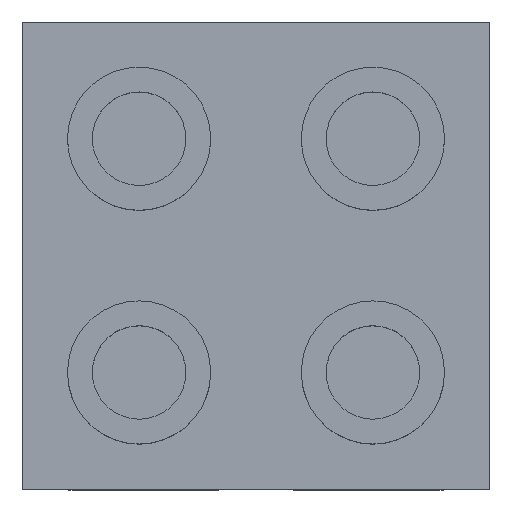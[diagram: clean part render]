
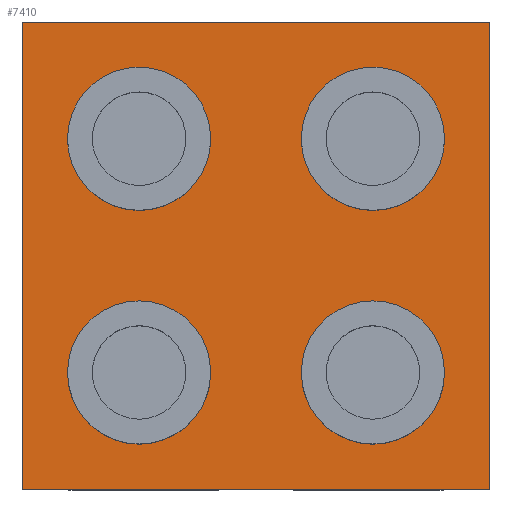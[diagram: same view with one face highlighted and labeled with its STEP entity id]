
A CAD part, top view. The second image highlights one B-rep face of the part: STEP entity #7410.
In plain terms, the highlighted planar face has unit normal (0, 0, 1).
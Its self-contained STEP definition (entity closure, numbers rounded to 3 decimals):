
#5400 = PLANE('',#5401);
#5401 = AXIS2_PLACEMENT_3D('',#5402,#5403,#5404);
#5402 = CARTESIAN_POINT('',(-8.,8.,8.));
#5403 = DIRECTION('',(0.,1.,0.));
#5404 = DIRECTION('',(0.,0.,1.));
#5432 = PLANE('',#5433);
#5433 = AXIS2_PLACEMENT_3D('',#5434,#5435,#5436);
#5434 = CARTESIAN_POINT('',(8.,-8.,8.));
#5435 = DIRECTION('',(1.,0.,0.));
#5436 = DIRECTION('',(0.,0.,1.));
#6461 = PLANE('',#6462);
#6462 = AXIS2_PLACEMENT_3D('',#6463,#6464,#6465);
#6463 = CARTESIAN_POINT('',(-8.,-8.,8.));
#6464 = DIRECTION('',(1.,0.,0.));
#6465 = DIRECTION('',(0.,0.,1.));
#6478 = VERTEX_POINT('',#6479);
#6479 = CARTESIAN_POINT('',(-8.,8.,9.6));
#6500 = EDGE_CURVE('',#6478,#6501,#6503,.T.);
#6501 = VERTEX_POINT('',#6502);
#6502 = CARTESIAN_POINT('',(8.,8.,9.6));
#6503 = SURFACE_CURVE('',#6504,(#6508,#6515),.PCURVE_S1.);
#6504 = LINE('',#6505,#6506);
#6505 = CARTESIAN_POINT('',(-8.,8.,9.6));
#6506 = VECTOR('',#6507,1.);
#6507 = DIRECTION('',(1.,0.,0.));
#6508 = PCURVE('',#5400,#6509);
#6509 = DEFINITIONAL_REPRESENTATION('',(#6510),#6514);
#6510 = LINE('',#6511,#6512);
#6511 = CARTESIAN_POINT('',(1.6,0.));
#6512 = VECTOR('',#6513,1.);
#6513 = DIRECTION('',(0.,1.));
#6514 = ( GEOMETRIC_REPRESENTATION_CONTEXT(2) 
PARAMETRIC_REPRESENTATION_CONTEXT() REPRESENTATION_CONTEXT('2D SPACE',''
  ) );
#6515 = PCURVE('',#6516,#6521);
#6516 = PLANE('',#6517);
#6517 = AXIS2_PLACEMENT_3D('',#6518,#6519,#6520);
#6518 = CARTESIAN_POINT('',(-8.,-8.,9.6));
#6519 = DIRECTION('',(0.,0.,1.));
#6520 = DIRECTION('',(1.,0.,0.));
#6521 = DEFINITIONAL_REPRESENTATION('',(#6522),#6526);
#6522 = LINE('',#6523,#6524);
#6523 = CARTESIAN_POINT('',(0.,16.));
#6524 = VECTOR('',#6525,1.);
#6525 = DIRECTION('',(1.,0.));
#6526 = ( GEOMETRIC_REPRESENTATION_CONTEXT(2) 
PARAMETRIC_REPRESENTATION_CONTEXT() REPRESENTATION_CONTEXT('2D SPACE',''
  ) );
#6628 = VERTEX_POINT('',#6629);
#6629 = CARTESIAN_POINT('',(8.,-8.,9.6));
#6643 = PLANE('',#6644);
#6644 = AXIS2_PLACEMENT_3D('',#6645,#6646,#6647);
#6645 = CARTESIAN_POINT('',(-8.,-8.,8.));
#6646 = DIRECTION('',(0.,1.,0.));
#6647 = DIRECTION('',(0.,0.,1.));
#6700 = EDGE_CURVE('',#6628,#6501,#6701,.T.);
#6701 = SURFACE_CURVE('',#6702,(#6706,#6713),.PCURVE_S1.);
#6702 = LINE('',#6703,#6704);
#6703 = CARTESIAN_POINT('',(8.,-8.,9.6));
#6704 = VECTOR('',#6705,1.);
#6705 = DIRECTION('',(0.,1.,0.));
#6706 = PCURVE('',#5432,#6707);
#6707 = DEFINITIONAL_REPRESENTATION('',(#6708),#6712);
#6708 = LINE('',#6709,#6710);
#6709 = CARTESIAN_POINT('',(1.6,0.));
#6710 = VECTOR('',#6711,1.);
#6711 = DIRECTION('',(0.,-1.));
#6712 = ( GEOMETRIC_REPRESENTATION_CONTEXT(2) 
PARAMETRIC_REPRESENTATION_CONTEXT() REPRESENTATION_CONTEXT('2D SPACE',''
  ) );
#6713 = PCURVE('',#6516,#6714);
#6714 = DEFINITIONAL_REPRESENTATION('',(#6715),#6719);
#6715 = LINE('',#6716,#6717);
#6716 = CARTESIAN_POINT('',(16.,0.));
#6717 = VECTOR('',#6718,1.);
#6718 = DIRECTION('',(0.,1.));
#6719 = ( GEOMETRIC_REPRESENTATION_CONTEXT(2) 
PARAMETRIC_REPRESENTATION_CONTEXT() REPRESENTATION_CONTEXT('2D SPACE',''
  ) );
#7344 = VERTEX_POINT('',#7345);
#7345 = CARTESIAN_POINT('',(-8.,-8.,9.6));
#7390 = EDGE_CURVE('',#7344,#6478,#7391,.T.);
#7391 = SURFACE_CURVE('',#7392,(#7396,#7403),.PCURVE_S1.);
#7392 = LINE('',#7393,#7394);
#7393 = CARTESIAN_POINT('',(-8.,-8.,9.6));
#7394 = VECTOR('',#7395,1.);
#7395 = DIRECTION('',(0.,1.,0.));
#7396 = PCURVE('',#6461,#7397);
#7397 = DEFINITIONAL_REPRESENTATION('',(#7398),#7402);
#7398 = LINE('',#7399,#7400);
#7399 = CARTESIAN_POINT('',(1.6,0.));
#7400 = VECTOR('',#7401,1.);
#7401 = DIRECTION('',(0.,-1.));
#7402 = ( GEOMETRIC_REPRESENTATION_CONTEXT(2) 
PARAMETRIC_REPRESENTATION_CONTEXT() REPRESENTATION_CONTEXT('2D SPACE',''
  ) );
#7403 = PCURVE('',#6516,#7404);
#7404 = DEFINITIONAL_REPRESENTATION('',(#7405),#7409);
#7405 = LINE('',#7406,#7407);
#7406 = CARTESIAN_POINT('',(0.,0.));
#7407 = VECTOR('',#7408,1.);
#7408 = DIRECTION('',(0.,1.));
#7409 = ( GEOMETRIC_REPRESENTATION_CONTEXT(2) 
PARAMETRIC_REPRESENTATION_CONTEXT() REPRESENTATION_CONTEXT('2D SPACE',''
  ) );
#7410 = ADVANCED_FACE('',(#7411,#7437,#7468,#7499,#7530),#6516,.T.);
#7411 = FACE_BOUND('',#7412,.T.);
#7412 = EDGE_LOOP('',(#7413,#7414,#7435,#7436));
#7413 = ORIENTED_EDGE('',*,*,#7390,.F.);
#7414 = ORIENTED_EDGE('',*,*,#7415,.T.);
#7415 = EDGE_CURVE('',#7344,#6628,#7416,.T.);
#7416 = SURFACE_CURVE('',#7417,(#7421,#7428),.PCURVE_S1.);
#7417 = LINE('',#7418,#7419);
#7418 = CARTESIAN_POINT('',(-8.,-8.,9.6));
#7419 = VECTOR('',#7420,1.);
#7420 = DIRECTION('',(1.,0.,0.));
#7421 = PCURVE('',#6516,#7422);
#7422 = DEFINITIONAL_REPRESENTATION('',(#7423),#7427);
#7423 = LINE('',#7424,#7425);
#7424 = CARTESIAN_POINT('',(0.,0.));
#7425 = VECTOR('',#7426,1.);
#7426 = DIRECTION('',(1.,0.));
#7427 = ( GEOMETRIC_REPRESENTATION_CONTEXT(2) 
PARAMETRIC_REPRESENTATION_CONTEXT() REPRESENTATION_CONTEXT('2D SPACE',''
  ) );
#7428 = PCURVE('',#6643,#7429);
#7429 = DEFINITIONAL_REPRESENTATION('',(#7430),#7434);
#7430 = LINE('',#7431,#7432);
#7431 = CARTESIAN_POINT('',(1.6,0.));
#7432 = VECTOR('',#7433,1.);
#7433 = DIRECTION('',(0.,1.));
#7434 = ( GEOMETRIC_REPRESENTATION_CONTEXT(2) 
PARAMETRIC_REPRESENTATION_CONTEXT() REPRESENTATION_CONTEXT('2D SPACE',''
  ) );
#7435 = ORIENTED_EDGE('',*,*,#6700,.T.);
#7436 = ORIENTED_EDGE('',*,*,#6500,.F.);
#7437 = FACE_BOUND('',#7438,.T.);
#7438 = EDGE_LOOP('',(#7439));
#7439 = ORIENTED_EDGE('',*,*,#7440,.F.);
#7440 = EDGE_CURVE('',#7441,#7441,#7443,.T.);
#7441 = VERTEX_POINT('',#7442);
#7442 = CARTESIAN_POINT('',(-1.55,-4.,9.6));
#7443 = SURFACE_CURVE('',#7444,(#7449,#7456),.PCURVE_S1.);
#7444 = CIRCLE('',#7445,2.45);
#7445 = AXIS2_PLACEMENT_3D('',#7446,#7447,#7448);
#7446 = CARTESIAN_POINT('',(-4.,-4.,9.6));
#7447 = DIRECTION('',(0.,0.,1.));
#7448 = DIRECTION('',(1.,0.,0.));
#7449 = PCURVE('',#6516,#7450);
#7450 = DEFINITIONAL_REPRESENTATION('',(#7451),#7455);
#7451 = CIRCLE('',#7452,2.45);
#7452 = AXIS2_PLACEMENT_2D('',#7453,#7454);
#7453 = CARTESIAN_POINT('',(4.,4.));
#7454 = DIRECTION('',(1.,0.));
#7455 = ( GEOMETRIC_REPRESENTATION_CONTEXT(2) 
PARAMETRIC_REPRESENTATION_CONTEXT() REPRESENTATION_CONTEXT('2D SPACE',''
  ) );
#7456 = PCURVE('',#7457,#7462);
#7457 = CYLINDRICAL_SURFACE('',#7458,2.45);
#7458 = AXIS2_PLACEMENT_3D('',#7459,#7460,#7461);
#7459 = CARTESIAN_POINT('',(-4.,-4.,9.6));
#7460 = DIRECTION('',(0.,0.,1.));
#7461 = DIRECTION('',(1.,0.,0.));
#7462 = DEFINITIONAL_REPRESENTATION('',(#7463),#7467);
#7463 = LINE('',#7464,#7465);
#7464 = CARTESIAN_POINT('',(0.,0.));
#7465 = VECTOR('',#7466,1.);
#7466 = DIRECTION('',(1.,0.));
#7467 = ( GEOMETRIC_REPRESENTATION_CONTEXT(2) 
PARAMETRIC_REPRESENTATION_CONTEXT() REPRESENTATION_CONTEXT('2D SPACE',''
  ) );
#7468 = FACE_BOUND('',#7469,.T.);
#7469 = EDGE_LOOP('',(#7470));
#7470 = ORIENTED_EDGE('',*,*,#7471,.F.);
#7471 = EDGE_CURVE('',#7472,#7472,#7474,.T.);
#7472 = VERTEX_POINT('',#7473);
#7473 = CARTESIAN_POINT('',(6.45,-4.,9.6));
#7474 = SURFACE_CURVE('',#7475,(#7480,#7487),.PCURVE_S1.);
#7475 = CIRCLE('',#7476,2.45);
#7476 = AXIS2_PLACEMENT_3D('',#7477,#7478,#7479);
#7477 = CARTESIAN_POINT('',(4.,-4.,9.6));
#7478 = DIRECTION('',(0.,0.,1.));
#7479 = DIRECTION('',(1.,0.,0.));
#7480 = PCURVE('',#6516,#7481);
#7481 = DEFINITIONAL_REPRESENTATION('',(#7482),#7486);
#7482 = CIRCLE('',#7483,2.45);
#7483 = AXIS2_PLACEMENT_2D('',#7484,#7485);
#7484 = CARTESIAN_POINT('',(12.,4.));
#7485 = DIRECTION('',(1.,0.));
#7486 = ( GEOMETRIC_REPRESENTATION_CONTEXT(2) 
PARAMETRIC_REPRESENTATION_CONTEXT() REPRESENTATION_CONTEXT('2D SPACE',''
  ) );
#7487 = PCURVE('',#7488,#7493);
#7488 = CYLINDRICAL_SURFACE('',#7489,2.45);
#7489 = AXIS2_PLACEMENT_3D('',#7490,#7491,#7492);
#7490 = CARTESIAN_POINT('',(4.,-4.,9.6));
#7491 = DIRECTION('',(0.,0.,1.));
#7492 = DIRECTION('',(1.,0.,0.));
#7493 = DEFINITIONAL_REPRESENTATION('',(#7494),#7498);
#7494 = LINE('',#7495,#7496);
#7495 = CARTESIAN_POINT('',(0.,0.));
#7496 = VECTOR('',#7497,1.);
#7497 = DIRECTION('',(1.,0.));
#7498 = ( GEOMETRIC_REPRESENTATION_CONTEXT(2) 
PARAMETRIC_REPRESENTATION_CONTEXT() REPRESENTATION_CONTEXT('2D SPACE',''
  ) );
#7499 = FACE_BOUND('',#7500,.T.);
#7500 = EDGE_LOOP('',(#7501));
#7501 = ORIENTED_EDGE('',*,*,#7502,.F.);
#7502 = EDGE_CURVE('',#7503,#7503,#7505,.T.);
#7503 = VERTEX_POINT('',#7504);
#7504 = CARTESIAN_POINT('',(-1.55,4.,9.6));
#7505 = SURFACE_CURVE('',#7506,(#7511,#7518),.PCURVE_S1.);
#7506 = CIRCLE('',#7507,2.45);
#7507 = AXIS2_PLACEMENT_3D('',#7508,#7509,#7510);
#7508 = CARTESIAN_POINT('',(-4.,4.,9.6));
#7509 = DIRECTION('',(0.,0.,1.));
#7510 = DIRECTION('',(1.,0.,0.));
#7511 = PCURVE('',#6516,#7512);
#7512 = DEFINITIONAL_REPRESENTATION('',(#7513),#7517);
#7513 = CIRCLE('',#7514,2.45);
#7514 = AXIS2_PLACEMENT_2D('',#7515,#7516);
#7515 = CARTESIAN_POINT('',(4.,12.));
#7516 = DIRECTION('',(1.,0.));
#7517 = ( GEOMETRIC_REPRESENTATION_CONTEXT(2) 
PARAMETRIC_REPRESENTATION_CONTEXT() REPRESENTATION_CONTEXT('2D SPACE',''
  ) );
#7518 = PCURVE('',#7519,#7524);
#7519 = CYLINDRICAL_SURFACE('',#7520,2.45);
#7520 = AXIS2_PLACEMENT_3D('',#7521,#7522,#7523);
#7521 = CARTESIAN_POINT('',(-4.,4.,9.6));
#7522 = DIRECTION('',(0.,0.,1.));
#7523 = DIRECTION('',(1.,0.,0.));
#7524 = DEFINITIONAL_REPRESENTATION('',(#7525),#7529);
#7525 = LINE('',#7526,#7527);
#7526 = CARTESIAN_POINT('',(0.,0.));
#7527 = VECTOR('',#7528,1.);
#7528 = DIRECTION('',(1.,0.));
#7529 = ( GEOMETRIC_REPRESENTATION_CONTEXT(2) 
PARAMETRIC_REPRESENTATION_CONTEXT() REPRESENTATION_CONTEXT('2D SPACE',''
  ) );
#7530 = FACE_BOUND('',#7531,.T.);
#7531 = EDGE_LOOP('',(#7532));
#7532 = ORIENTED_EDGE('',*,*,#7533,.F.);
#7533 = EDGE_CURVE('',#7534,#7534,#7536,.T.);
#7534 = VERTEX_POINT('',#7535);
#7535 = CARTESIAN_POINT('',(6.45,4.,9.6));
#7536 = SURFACE_CURVE('',#7537,(#7542,#7549),.PCURVE_S1.);
#7537 = CIRCLE('',#7538,2.45);
#7538 = AXIS2_PLACEMENT_3D('',#7539,#7540,#7541);
#7539 = CARTESIAN_POINT('',(4.,4.,9.6));
#7540 = DIRECTION('',(0.,0.,1.));
#7541 = DIRECTION('',(1.,0.,0.));
#7542 = PCURVE('',#6516,#7543);
#7543 = DEFINITIONAL_REPRESENTATION('',(#7544),#7548);
#7544 = CIRCLE('',#7545,2.45);
#7545 = AXIS2_PLACEMENT_2D('',#7546,#7547);
#7546 = CARTESIAN_POINT('',(12.,12.));
#7547 = DIRECTION('',(1.,0.));
#7548 = ( GEOMETRIC_REPRESENTATION_CONTEXT(2) 
PARAMETRIC_REPRESENTATION_CONTEXT() REPRESENTATION_CONTEXT('2D SPACE',''
  ) );
#7549 = PCURVE('',#7550,#7555);
#7550 = CYLINDRICAL_SURFACE('',#7551,2.45);
#7551 = AXIS2_PLACEMENT_3D('',#7552,#7553,#7554);
#7552 = CARTESIAN_POINT('',(4.,4.,9.6));
#7553 = DIRECTION('',(0.,0.,1.));
#7554 = DIRECTION('',(1.,0.,0.));
#7555 = DEFINITIONAL_REPRESENTATION('',(#7556),#7560);
#7556 = LINE('',#7557,#7558);
#7557 = CARTESIAN_POINT('',(0.,0.));
#7558 = VECTOR('',#7559,1.);
#7559 = DIRECTION('',(1.,0.));
#7560 = ( GEOMETRIC_REPRESENTATION_CONTEXT(2) 
PARAMETRIC_REPRESENTATION_CONTEXT() REPRESENTATION_CONTEXT('2D SPACE',''
  ) );
